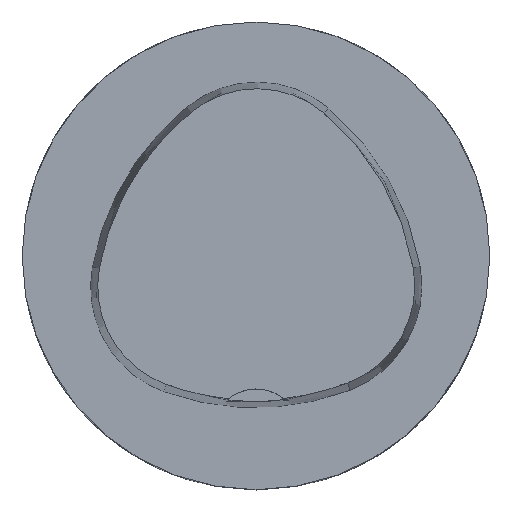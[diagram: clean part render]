
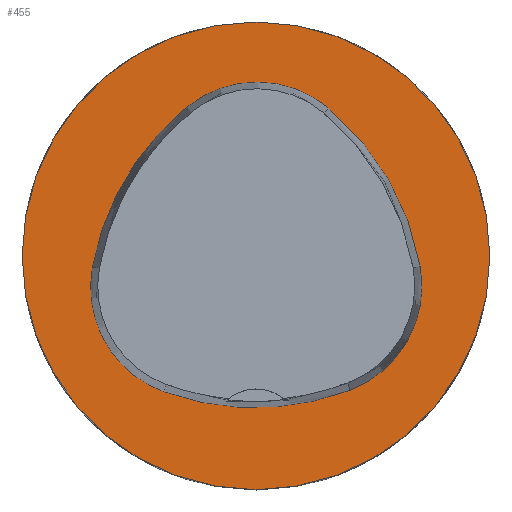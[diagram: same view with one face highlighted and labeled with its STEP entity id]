
A CAD part, top view. The second image highlights one B-rep face of the part: STEP entity #455.
In plain terms, the highlighted planar face has unit normal (0, 0, 1).
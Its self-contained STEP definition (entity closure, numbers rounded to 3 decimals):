
#228=PLANE('',#4699);
#344=FACE_BOUND('',#1001,.T.);
#345=FACE_BOUND('',#1002,.T.);
#455=ADVANCED_FACE('',(#344,#345),#228,.T.);
#1001=EDGE_LOOP('',(#2248,#2249,#2250,#2251,#2252,#2253));
#1002=EDGE_LOOP('',(#2254));
#1271=CIRCLE('',#4671,31.5);
#1272=CIRCLE('',#4677,36.);
#1274=CIRCLE('',#4680,15.);
#1276=CIRCLE('',#4683,36.);
#1278=CIRCLE('',#4686,15.);
#1282=CIRCLE('',#4691,36.);
#1284=CIRCLE('',#4694,15.);
#2248=ORIENTED_EDGE('',*,*,#3891,.T.);
#2249=ORIENTED_EDGE('',*,*,#3871,.T.);
#2250=ORIENTED_EDGE('',*,*,#3875,.T.);
#2251=ORIENTED_EDGE('',*,*,#3878,.T.);
#2252=ORIENTED_EDGE('',*,*,#3881,.T.);
#2253=ORIENTED_EDGE('',*,*,#3889,.T.);
#2254=ORIENTED_EDGE('',*,*,#3862,.F.);
#3417=VERTEX_POINT('',#7092);
#3426=VERTEX_POINT('',#7111);
#3427=VERTEX_POINT('',#7112);
#3430=VERTEX_POINT('',#7120);
#3432=VERTEX_POINT('',#7126);
#3434=VERTEX_POINT('',#7132);
#3441=VERTEX_POINT('',#7153);
#3862=EDGE_CURVE('',#3417,#3417,#1271,.T.);
#3871=EDGE_CURVE('',#3426,#3427,#1272,.T.);
#3875=EDGE_CURVE('',#3427,#3430,#1274,.T.);
#3878=EDGE_CURVE('',#3430,#3432,#1276,.T.);
#3881=EDGE_CURVE('',#3432,#3434,#1278,.T.);
#3889=EDGE_CURVE('',#3434,#3441,#1282,.T.);
#3891=EDGE_CURVE('',#3441,#3426,#1284,.T.);
#4671=AXIS2_PLACEMENT_3D('',#7091,#5292,#5293);
#4677=AXIS2_PLACEMENT_3D('',#7110,#5308,#5309);
#4680=AXIS2_PLACEMENT_3D('',#7119,#5316,#5317);
#4683=AXIS2_PLACEMENT_3D('',#7125,#5323,#5324);
#4686=AXIS2_PLACEMENT_3D('',#7131,#5330,#5331);
#4691=AXIS2_PLACEMENT_3D('',#7154,#5342,#5343);
#4694=AXIS2_PLACEMENT_3D('',#7157,#5348,#5349);
#4699=AXIS2_PLACEMENT_3D('',#7162,#5358,#5359);
#5292=DIRECTION('',(0.,0.,-1.));
#5293=DIRECTION('',(-1.,0.,0.));
#5308=DIRECTION('',(0.,0.,-1.));
#5309=DIRECTION('',(-1.,0.,0.));
#5316=DIRECTION('',(0.,0.,-1.));
#5317=DIRECTION('',(-1.,0.,0.));
#5323=DIRECTION('',(0.,0.,-1.));
#5324=DIRECTION('',(-1.,0.,0.));
#5330=DIRECTION('',(0.,0.,-1.));
#5331=DIRECTION('',(-1.,0.,0.));
#5342=DIRECTION('',(0.,0.,-1.));
#5343=DIRECTION('',(-1.,0.,0.));
#5348=DIRECTION('',(0.,0.,-1.));
#5349=DIRECTION('',(-1.,0.,0.));
#5358=DIRECTION('',(0.,0.,1.));
#5359=DIRECTION('',(1.,0.,0.));
#7091=CARTESIAN_POINT('',(0.,0.,0.));
#7092=CARTESIAN_POINT('',(-31.5,0.,0.));
#7110=CARTESIAN_POINT('',(13.398,-7.893,0.));
#7111=CARTESIAN_POINT('',(-22.041,-1.562,0.));
#7112=CARTESIAN_POINT('',(-9.317,20.036,0.));
#7119=CARTESIAN_POINT('',(0.148,8.399,0.));
#7120=CARTESIAN_POINT('',(9.779,19.898,0.));
#7125=CARTESIAN_POINT('',(-13.337,-7.7,0.));
#7126=CARTESIAN_POINT('',(22.122,-1.48,0.));
#7131=CARTESIAN_POINT('',(7.347,-4.071,0.));
#7132=CARTESIAN_POINT('',(12.693,-18.087,0.));
#7153=CARTESIAN_POINT('',(-12.373,-18.307,0.));
#7154=CARTESIAN_POINT('',(-0.137,15.55,0.));
#7157=CARTESIAN_POINT('',(-7.275,-4.2,0.));
#7162=CARTESIAN_POINT('',(0.,0.,0.));
